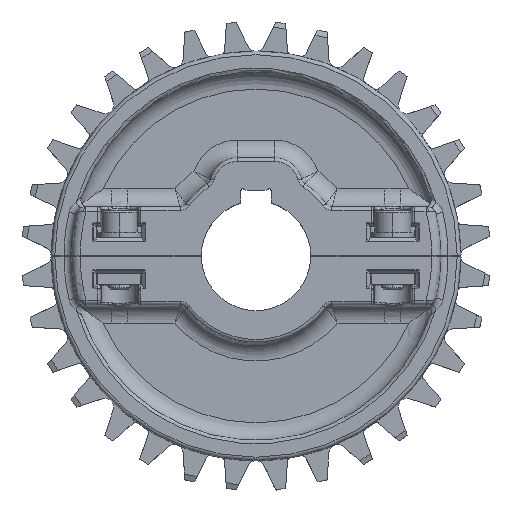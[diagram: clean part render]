
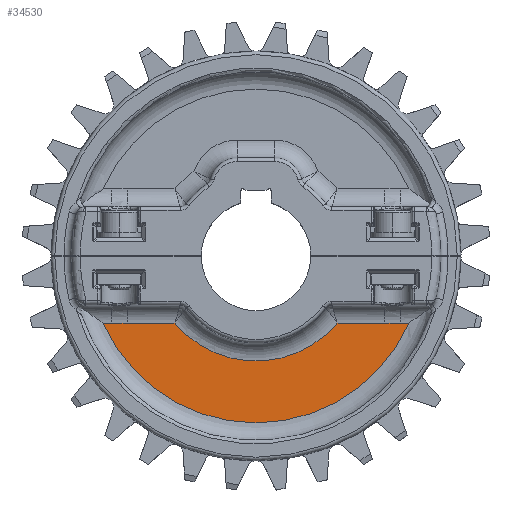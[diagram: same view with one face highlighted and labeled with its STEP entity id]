
A CAD part, top view. The second image highlights one B-rep face of the part: STEP entity #34530.
In plain terms, the highlighted planar face has unit normal (0, 0, 1).
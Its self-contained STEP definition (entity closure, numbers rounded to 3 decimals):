
#348 = EDGE_CURVE ( 'NONE', #32427, #5573, #34373, .T. ) ;
#565 = EDGE_CURVE ( 'NONE', #4015, #11664, #7699, .T. ) ;
#658 = CARTESIAN_POINT ( 'NONE',  ( 37.266, -18.615, 3. ) ) ;
#843 = ORIENTED_EDGE ( 'NONE', *, *, #6979, .T. ) ;
#1139 = CARTESIAN_POINT ( 'NONE',  ( 22.52, -18.635, 3. ) ) ;
#1294 = CIRCLE ( 'NONE', #34766, 46.395 ) ;
#1713 = ORIENTED_EDGE ( 'NONE', *, *, #28921, .T. ) ;
#2667 = CARTESIAN_POINT ( 'NONE',  ( -36.532, -18.628, 3. ) ) ;
#2933 = CARTESIAN_POINT ( 'NONE',  ( 0., -18.635, 3. ) ) ;
#3444 = VERTEX_POINT ( 'NONE', #33861 ) ;
#3477 = CARTESIAN_POINT ( 'NONE',  ( 36.165, -18.635, 3. ) ) ;
#4015 = VERTEX_POINT ( 'NONE', #35132 ) ;
#4044 = DIRECTION ( 'NONE',  ( -1., 0., 0. ) ) ;
#5295 = CARTESIAN_POINT ( 'NONE',  ( 0., 0., 3. ) ) ;
#5573 = VERTEX_POINT ( 'NONE', #16537 ) ;
#6030 = CARTESIAN_POINT ( 'NONE',  ( 38.734, -18.615, 3. ) ) ;
#6587 = CARTESIAN_POINT ( 'NONE',  ( 0., -18.635, 3. ) ) ;
#6979 = EDGE_CURVE ( 'NONE', #14143, #32427, #24728, .T. ) ;
#7699 = LINE ( 'NONE', #23581, #15069 ) ;
#8598 = CARTESIAN_POINT ( 'NONE',  ( 40.202, -18.635, 3. ) ) ;
#8681 = CARTESIAN_POINT ( 'NONE',  ( -37.266, -18.615, 3. ) ) ;
#8793 = CARTESIAN_POINT ( 'NONE',  ( -40.202, -18.635, 3. ) ) ;
#10332 = CARTESIAN_POINT ( 'NONE',  ( -42.488, -18.635, 3. ) ) ;
#10341 = LINE ( 'NONE', #22415, #30533 ) ;
#10926 = VECTOR ( 'NONE', #23465, 1000. ) ;
#11348 = DIRECTION ( 'NONE',  ( 0., 0., 1. ) ) ;
#11664 = VERTEX_POINT ( 'NONE', #8598 ) ;
#12050 = LINE ( 'NONE', #6587, #35052 ) ;
#12927 = EDGE_CURVE ( 'NONE', #5573, #35463, #20699, .T. ) ;
#12950 = B_SPLINE_CURVE_WITH_KNOTS ( 'NONE', 3,
 ( #17216, #31970, #27081, #6030, #32598, #658, #18368, #3477, #29878 ),
 .UNSPECIFIED., .F., .F.,
 ( 4, 2, 1, 2, 4 ),
 ( 0., 0.001, 0.002, 0.003, 0.004 ),
 .UNSPECIFIED. ) ;
#13182 = VERTEX_POINT ( 'NONE', #10332 ) ;
#13376 = FACE_OUTER_BOUND ( 'NONE', #16538, .T. ) ;
#13646 = DIRECTION ( 'NONE',  ( -1., 0., 0. ) ) ;
#14143 = VERTEX_POINT ( 'NONE', #1139 ) ;
#14518 = ORIENTED_EDGE ( 'NONE', *, *, #26787, .T. ) ;
#14761 = DIRECTION ( 'NONE',  ( 1., 0., 0. ) ) ;
#15069 = VECTOR ( 'NONE', #20767, 1000. ) ;
#15422 = ORIENTED_EDGE ( 'NONE', *, *, #12927, .T. ) ;
#16537 = CARTESIAN_POINT ( 'NONE',  ( -35.798, -18.635, 3. ) ) ;
#16538 = EDGE_LOOP ( 'NONE', ( #26006, #1713, #22576, #14518, #31177, #843, #33768, #15422 ) ) ;
#17216 = CARTESIAN_POINT ( 'NONE',  ( 40.202, -18.635, 3. ) ) ;
#17551 = CARTESIAN_POINT ( 'NONE',  ( -38.734, -18.615, 3. ) ) ;
#18236 = CARTESIAN_POINT ( 'NONE',  ( 0., 0., 3. ) ) ;
#18368 = CARTESIAN_POINT ( 'NONE',  ( 36.532, -18.628, 3. ) ) ;
#20392 = CARTESIAN_POINT ( 'NONE',  ( -35.798, -18.635, 3. ) ) ;
#20699 = B_SPLINE_CURVE_WITH_KNOTS ( 'NONE', 3,
 ( #20392, #35157, #2667, #8681, #29198, #17551, #32038, #28817, #38125 ),
 .UNSPECIFIED., .F., .F.,
 ( 4, 2, 1, 2, 4 ),
 ( 0., 0.001, 0.002, 0.003, 0.004 ),
 .UNSPECIFIED. ) ;
#20767 = DIRECTION ( 'NONE',  ( -1., 0., 0. ) ) ;
#22384 = EDGE_CURVE ( 'NONE', #35463, #13182, #12050, .T. ) ;
#22415 = CARTESIAN_POINT ( 'NONE',  ( 0., -18.635, 3. ) ) ;
#22576 = ORIENTED_EDGE ( 'NONE', *, *, #565, .T. ) ;
#22787 = DIRECTION ( 'NONE',  ( 1., 0., 0. ) ) ;
#23137 = CARTESIAN_POINT ( 'NONE',  ( -22.52, -18.635, 3. ) ) ;
#23465 = DIRECTION ( 'NONE',  ( -1., 0., 0. ) ) ;
#23581 = CARTESIAN_POINT ( 'NONE',  ( 0., -18.635, 3. ) ) ;
#24728 = CIRCLE ( 'NONE', #24789, 29.23 ) ;
#24789 = AXIS2_PLACEMENT_3D ( 'NONE', #27401, #33444, #33299 ) ;
#26006 = ORIENTED_EDGE ( 'NONE', *, *, #22384, .T. ) ;
#26787 = EDGE_CURVE ( 'NONE', #11664, #3444, #12950, .T. ) ;
#27081 = CARTESIAN_POINT ( 'NONE',  ( 39.468, -18.628, 3. ) ) ;
#27401 = CARTESIAN_POINT ( 'NONE',  ( 0., 0., 3. ) ) ;
#28817 = CARTESIAN_POINT ( 'NONE',  ( -39.835, -18.635, 3. ) ) ;
#28921 = EDGE_CURVE ( 'NONE', #13182, #4015, #1294, .T. ) ;
#29198 = CARTESIAN_POINT ( 'NONE',  ( -38., -18.605, 3. ) ) ;
#29871 = DIRECTION ( 'NONE',  ( 0., 0., 1. ) ) ;
#29878 = CARTESIAN_POINT ( 'NONE',  ( 35.798, -18.635, 3. ) ) ;
#30337 = EDGE_CURVE ( 'NONE', #3444, #14143, #10341, .T. ) ;
#30533 = VECTOR ( 'NONE', #13646, 1000. ) ;
#31177 = ORIENTED_EDGE ( 'NONE', *, *, #30337, .T. ) ;
#31718 = AXIS2_PLACEMENT_3D ( 'NONE', #5295, #11348, #22787 ) ;
#31970 = CARTESIAN_POINT ( 'NONE',  ( 39.835, -18.635, 3. ) ) ;
#32038 = CARTESIAN_POINT ( 'NONE',  ( -39.468, -18.628, 3. ) ) ;
#32427 = VERTEX_POINT ( 'NONE', #23137 ) ;
#32598 = CARTESIAN_POINT ( 'NONE',  ( 38., -18.605, 3. ) ) ;
#33299 = DIRECTION ( 'NONE',  ( 1., 0., 0. ) ) ;
#33444 = DIRECTION ( 'NONE',  ( 0., 0., -1. ) ) ;
#33768 = ORIENTED_EDGE ( 'NONE', *, *, #348, .T. ) ;
#33861 = CARTESIAN_POINT ( 'NONE',  ( 35.798, -18.635, 3. ) ) ;
#34373 = LINE ( 'NONE', #2933, #10926 ) ;
#34530 = ADVANCED_FACE ( 'NONE', ( #13376 ), #34857, .T. ) ;
#34766 = AXIS2_PLACEMENT_3D ( 'NONE', #18236, #29871, #14761 ) ;
#34857 = PLANE ( 'NONE',  #31718 ) ;
#35052 = VECTOR ( 'NONE', #4044, 1000. ) ;
#35132 = CARTESIAN_POINT ( 'NONE',  ( 42.488, -18.635, 3. ) ) ;
#35157 = CARTESIAN_POINT ( 'NONE',  ( -36.165, -18.635, 3. ) ) ;
#35463 = VERTEX_POINT ( 'NONE', #8793 ) ;
#38125 = CARTESIAN_POINT ( 'NONE',  ( -40.202, -18.635, 3. ) ) ;
